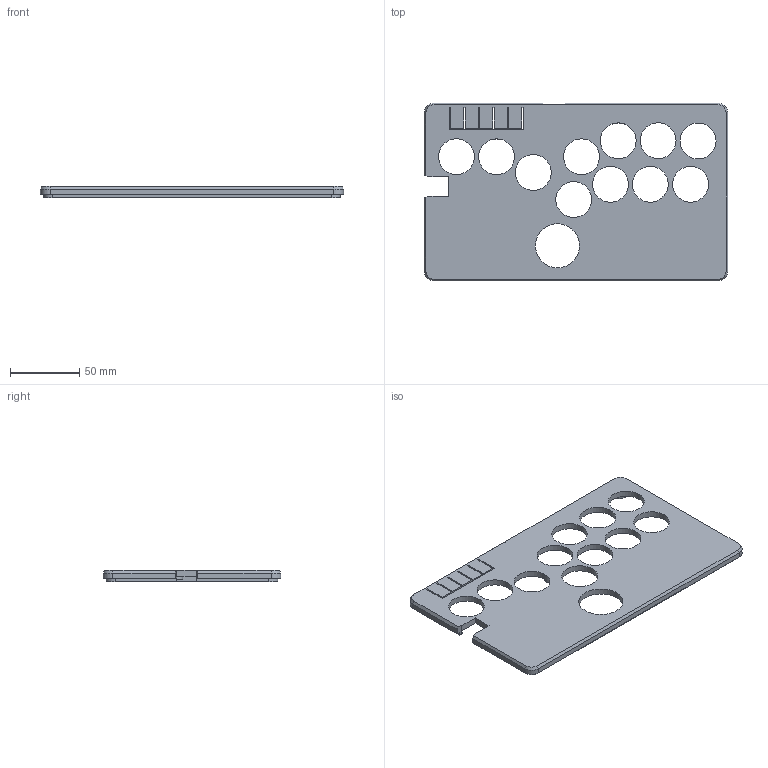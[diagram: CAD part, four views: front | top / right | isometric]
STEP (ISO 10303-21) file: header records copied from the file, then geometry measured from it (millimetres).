
FILE_DESCRIPTION(/* description */ (''),/* implementation_level */ '2;1');
FILE_NAME(/* name */ 'USB TOP 1 THUMB.step',/* time_stamp */ '2024-02-08T23:09:04-05:00',/* author */ (''),/* organization */ (''),/* preprocessor_version */ 'ST-DEVELOPER v20',/* originating_system */ 'Autodesk Translation Framework v12.20.1.177',/* authorisation */ '');
FILE_SCHEMA (('AUTOMOTIVE_DESIGN { 1 0 10303 214 3 1 1 }'));
Length unit declared in the file: millimetre
Products named in the file (1): KolbeBox USB Passthrough
Bounding box: 219.75 x 128.73 x 8.1 mm (x, y, z)
Volume: 97005.5 mm3; surface area: 56078.2 mm2
Topology: 1 solids, 1 shells, 138 faces, 356 edges, 232 vertices
Faces by surface type: plane 89, cylinder 38, cone 11
Full cylindrical faces by diameter (mm): 5.2 x7, 12 x7, 26 x11, 32 x1
Entity records: 4268 total; most frequent: CARTESIAN_POINT 727, DIRECTION 722, ORIENTED_EDGE 712, EDGE_CURVE 356, LINE 268, VECTOR 268, VERTEX_POINT 232, AXIS2_PLACEMENT_3D 227
